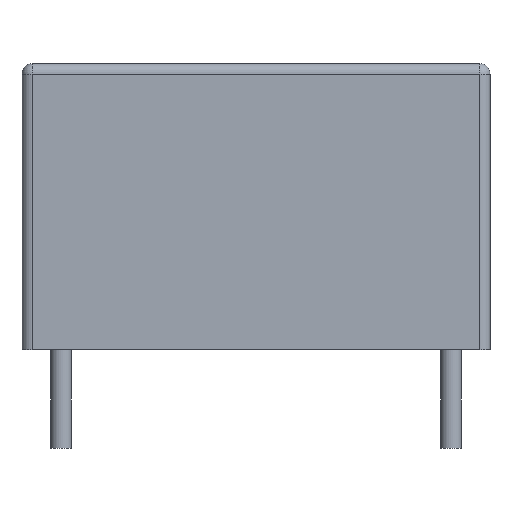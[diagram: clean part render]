
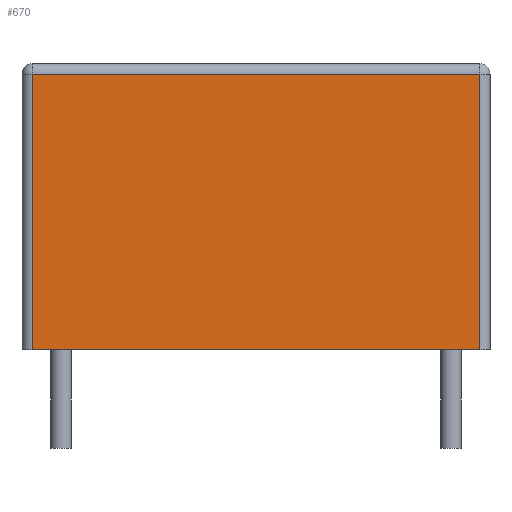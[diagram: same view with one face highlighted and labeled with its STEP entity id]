
A CAD part, front view. The second image highlights one B-rep face of the part: STEP entity #670.
In plain terms, the highlighted planar face has unit normal (0, -1, 0).
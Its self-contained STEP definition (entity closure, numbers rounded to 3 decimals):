
#384=CARTESIAN_POINT('',(-8.6,-2.5,0.0));
#385=VERTEX_POINT('',#384);
#395=CARTESIAN_POINT('',(-8.6,-2.5,10.6));
#396=VERTEX_POINT('',#395);
#397=CARTESIAN_POINT('',(-8.6,-2.5,0.0));
#398=DIRECTION('',(0.0,0.0,1.0));
#399=VECTOR('',#398,10.6);
#400=LINE('',#397,#399);
#401=EDGE_CURVE('',#385,#396,#400,.T.);
#428=CARTESIAN_POINT('',(8.6,-2.5,0.0));
#429=VERTEX_POINT('',#428);
#445=CARTESIAN_POINT('',(8.6,-2.5,10.6));
#446=VERTEX_POINT('',#445);
#454=CARTESIAN_POINT('',(8.6,-2.5,0.0));
#455=DIRECTION('',(0.0,0.0,1.0));
#456=VECTOR('',#455,10.6);
#457=LINE('',#454,#456);
#458=EDGE_CURVE('',#429,#446,#457,.T.);
#528=CARTESIAN_POINT('',(-8.6,-2.5,10.6));
#529=DIRECTION('',(1.0,0.0,0.0));
#530=VECTOR('',#529,17.2);
#531=LINE('',#528,#530);
#532=EDGE_CURVE('',#396,#446,#531,.T.);
#654=CARTESIAN_POINT('',(-9.46,-2.5,11.13));
#655=DIRECTION('',(0.0,-1.0,0.0));
#656=DIRECTION('',(0.0,0.0,-1.0));
#657=AXIS2_PLACEMENT_3D('',#654,#655,#656);
#658=PLANE('',#657);
#659=ORIENTED_EDGE('',*,*,#532,.F.);
#660=ORIENTED_EDGE('',*,*,#401,.F.);
#661=CARTESIAN_POINT('',(8.6,-2.5,0.0));
#662=DIRECTION('',(-1.0,0.0,0.0));
#663=VECTOR('',#662,17.2);
#664=LINE('',#661,#663);
#665=EDGE_CURVE('',#429,#385,#664,.T.);
#666=ORIENTED_EDGE('',*,*,#665,.F.);
#667=ORIENTED_EDGE('',*,*,#458,.T.);
#668=EDGE_LOOP('',(#659,#660,#666,#667));
#669=FACE_OUTER_BOUND('',#668,.T.);
#670=ADVANCED_FACE('',(#669),#658,.T.);
